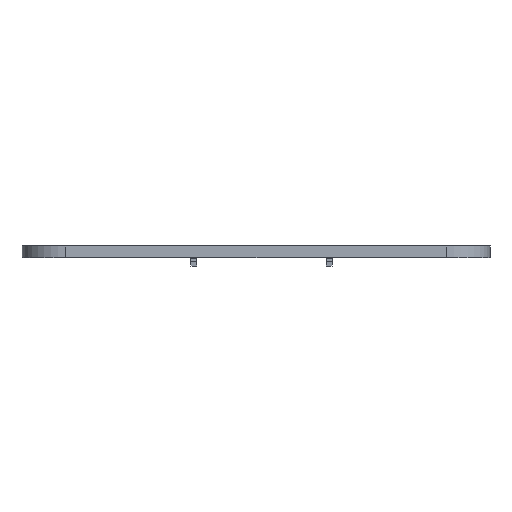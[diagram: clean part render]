
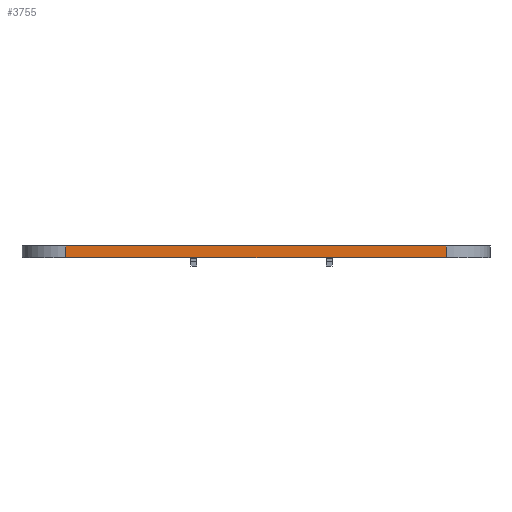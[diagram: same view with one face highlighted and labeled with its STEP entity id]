
A CAD part, left-side view. The second image highlights one B-rep face of the part: STEP entity #3755.
In plain terms, the highlighted planar face has unit normal (-1, 0, 0).
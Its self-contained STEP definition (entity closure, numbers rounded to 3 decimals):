
#3637 = EDGE_CURVE('',#3638,#3640,#3642,.T.);
#3638 = VERTEX_POINT('',#3639);
#3639 = CARTESIAN_POINT('',(0.,6.,0.));
#3640 = VERTEX_POINT('',#3641);
#3641 = CARTESIAN_POINT('',(0.,6.,1.6));
#3642 = SURFACE_CURVE('',#3643,(#3647,#3659),.PCURVE_S1.);
#3643 = LINE('',#3644,#3645);
#3644 = CARTESIAN_POINT('',(0.,6.,0.));
#3645 = VECTOR('',#3646,1.);
#3646 = DIRECTION('',(0.,0.,1.));
#3647 = PCURVE('',#3648,#3653);
#3648 = CYLINDRICAL_SURFACE('',#3649,6.);
#3649 = AXIS2_PLACEMENT_3D('',#3650,#3651,#3652);
#3650 = CARTESIAN_POINT('',(6.,6.,0.));
#3651 = DIRECTION('',(0.,0.,-1.));
#3652 = DIRECTION('',(1.,0.,0.));
#3653 = DEFINITIONAL_REPRESENTATION('',(#3654),#3658);
#3654 = LINE('',#3655,#3656);
#3655 = CARTESIAN_POINT('',(-3.142,0.));
#3656 = VECTOR('',#3657,1.);
#3657 = DIRECTION('',(0.,-1.));
#3658 = ( GEOMETRIC_REPRESENTATION_CONTEXT(2) 
PARAMETRIC_REPRESENTATION_CONTEXT() REPRESENTATION_CONTEXT('2D SPACE',''
  ) );
#3659 = PCURVE('',#3660,#3665);
#3660 = PLANE('',#3661);
#3661 = AXIS2_PLACEMENT_3D('',#3662,#3663,#3664);
#3662 = CARTESIAN_POINT('',(0.,58.,0.));
#3663 = DIRECTION('',(1.,0.,0.));
#3664 = DIRECTION('',(0.,-1.,0.));
#3665 = DEFINITIONAL_REPRESENTATION('',(#3666),#3670);
#3666 = LINE('',#3667,#3668);
#3667 = CARTESIAN_POINT('',(52.,0.));
#3668 = VECTOR('',#3669,1.);
#3669 = DIRECTION('',(0.,-1.));
#3670 = ( GEOMETRIC_REPRESENTATION_CONTEXT(2) 
PARAMETRIC_REPRESENTATION_CONTEXT() REPRESENTATION_CONTEXT('2D SPACE',''
  ) );
#3689 = PLANE('',#3690);
#3690 = AXIS2_PLACEMENT_3D('',#3691,#3692,#3693);
#3691 = CARTESIAN_POINT('',(67.522,32.,1.6));
#3692 = DIRECTION('',(0.,0.,1.));
#3693 = DIRECTION('',(1.,0.,0.));
#3744 = PLANE('',#3745);
#3745 = AXIS2_PLACEMENT_3D('',#3746,#3747,#3748);
#3746 = CARTESIAN_POINT('',(67.522,32.,0.));
#3747 = DIRECTION('',(0.,0.,1.));
#3748 = DIRECTION('',(1.,0.,0.));
#3755 = ADVANCED_FACE('',(#3756),#3660,.F.);
#3756 = FACE_BOUND('',#3757,.F.);
#3757 = EDGE_LOOP('',(#3758,#3788,#3809,#3810));
#3758 = ORIENTED_EDGE('',*,*,#3759,.T.);
#3759 = EDGE_CURVE('',#3760,#3762,#3764,.T.);
#3760 = VERTEX_POINT('',#3761);
#3761 = CARTESIAN_POINT('',(0.,58.,0.));
#3762 = VERTEX_POINT('',#3763);
#3763 = CARTESIAN_POINT('',(0.,58.,1.6));
#3764 = SURFACE_CURVE('',#3765,(#3769,#3776),.PCURVE_S1.);
#3765 = LINE('',#3766,#3767);
#3766 = CARTESIAN_POINT('',(0.,58.,0.));
#3767 = VECTOR('',#3768,1.);
#3768 = DIRECTION('',(0.,0.,1.));
#3769 = PCURVE('',#3660,#3770);
#3770 = DEFINITIONAL_REPRESENTATION('',(#3771),#3775);
#3771 = LINE('',#3772,#3773);
#3772 = CARTESIAN_POINT('',(0.,0.));
#3773 = VECTOR('',#3774,1.);
#3774 = DIRECTION('',(0.,-1.));
#3775 = ( GEOMETRIC_REPRESENTATION_CONTEXT(2) 
PARAMETRIC_REPRESENTATION_CONTEXT() REPRESENTATION_CONTEXT('2D SPACE',''
  ) );
#3776 = PCURVE('',#3777,#3782);
#3777 = CYLINDRICAL_SURFACE('',#3778,6.);
#3778 = AXIS2_PLACEMENT_3D('',#3779,#3780,#3781);
#3779 = CARTESIAN_POINT('',(6.,58.,0.));
#3780 = DIRECTION('',(0.,0.,-1.));
#3781 = DIRECTION('',(1.,0.,0.));
#3782 = DEFINITIONAL_REPRESENTATION('',(#3783),#3787);
#3783 = LINE('',#3784,#3785);
#3784 = CARTESIAN_POINT('',(-3.142,0.));
#3785 = VECTOR('',#3786,1.);
#3786 = DIRECTION('',(0.,-1.));
#3787 = ( GEOMETRIC_REPRESENTATION_CONTEXT(2) 
PARAMETRIC_REPRESENTATION_CONTEXT() REPRESENTATION_CONTEXT('2D SPACE',''
  ) );
#3788 = ORIENTED_EDGE('',*,*,#3789,.T.);
#3789 = EDGE_CURVE('',#3762,#3640,#3790,.T.);
#3790 = SURFACE_CURVE('',#3791,(#3795,#3802),.PCURVE_S1.);
#3791 = LINE('',#3792,#3793);
#3792 = CARTESIAN_POINT('',(0.,58.,1.6));
#3793 = VECTOR('',#3794,1.);
#3794 = DIRECTION('',(0.,-1.,0.));
#3795 = PCURVE('',#3660,#3796);
#3796 = DEFINITIONAL_REPRESENTATION('',(#3797),#3801);
#3797 = LINE('',#3798,#3799);
#3798 = CARTESIAN_POINT('',(0.,-1.6));
#3799 = VECTOR('',#3800,1.);
#3800 = DIRECTION('',(1.,0.));
#3801 = ( GEOMETRIC_REPRESENTATION_CONTEXT(2) 
PARAMETRIC_REPRESENTATION_CONTEXT() REPRESENTATION_CONTEXT('2D SPACE',''
  ) );
#3802 = PCURVE('',#3689,#3803);
#3803 = DEFINITIONAL_REPRESENTATION('',(#3804),#3808);
#3804 = LINE('',#3805,#3806);
#3805 = CARTESIAN_POINT('',(-67.522,26.));
#3806 = VECTOR('',#3807,1.);
#3807 = DIRECTION('',(0.,-1.));
#3808 = ( GEOMETRIC_REPRESENTATION_CONTEXT(2) 
PARAMETRIC_REPRESENTATION_CONTEXT() REPRESENTATION_CONTEXT('2D SPACE',''
  ) );
#3809 = ORIENTED_EDGE('',*,*,#3637,.F.);
#3810 = ORIENTED_EDGE('',*,*,#3811,.F.);
#3811 = EDGE_CURVE('',#3760,#3638,#3812,.T.);
#3812 = SURFACE_CURVE('',#3813,(#3817,#3824),.PCURVE_S1.);
#3813 = LINE('',#3814,#3815);
#3814 = CARTESIAN_POINT('',(0.,58.,0.));
#3815 = VECTOR('',#3816,1.);
#3816 = DIRECTION('',(0.,-1.,0.));
#3817 = PCURVE('',#3660,#3818);
#3818 = DEFINITIONAL_REPRESENTATION('',(#3819),#3823);
#3819 = LINE('',#3820,#3821);
#3820 = CARTESIAN_POINT('',(0.,0.));
#3821 = VECTOR('',#3822,1.);
#3822 = DIRECTION('',(1.,0.));
#3823 = ( GEOMETRIC_REPRESENTATION_CONTEXT(2) 
PARAMETRIC_REPRESENTATION_CONTEXT() REPRESENTATION_CONTEXT('2D SPACE',''
  ) );
#3824 = PCURVE('',#3744,#3825);
#3825 = DEFINITIONAL_REPRESENTATION('',(#3826),#3830);
#3826 = LINE('',#3827,#3828);
#3827 = CARTESIAN_POINT('',(-67.522,26.));
#3828 = VECTOR('',#3829,1.);
#3829 = DIRECTION('',(0.,-1.));
#3830 = ( GEOMETRIC_REPRESENTATION_CONTEXT(2) 
PARAMETRIC_REPRESENTATION_CONTEXT() REPRESENTATION_CONTEXT('2D SPACE',''
  ) );
